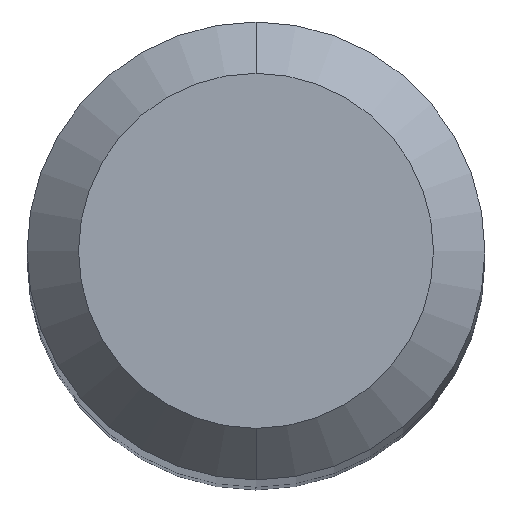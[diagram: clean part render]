
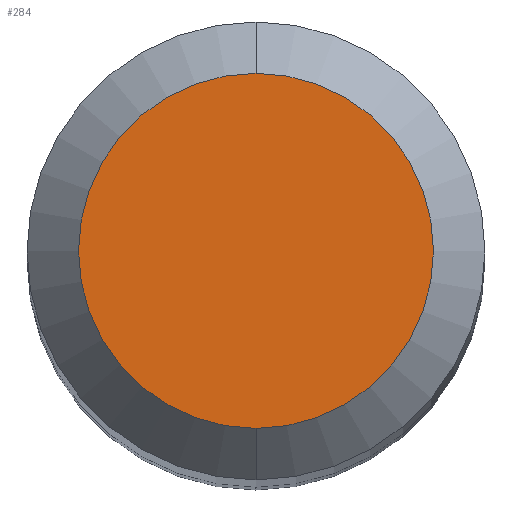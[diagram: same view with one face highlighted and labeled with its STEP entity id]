
A CAD part, top view. The second image highlights one B-rep face of the part: STEP entity #284.
In plain terms, the highlighted planar face has unit normal (0, 0, 1).
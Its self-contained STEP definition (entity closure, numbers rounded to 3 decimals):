
#39 = ORIENTED_EDGE ( 'NONE', *, *, #141, .F. ) ;
#43 = DIRECTION ( 'NONE',  ( 0., 0., -1. ) ) ;
#55 = CARTESIAN_POINT ( 'NONE',  ( 0., 0., 58. ) ) ;
#87 = AXIS2_PLACEMENT_3D ( 'NONE', #336, #218, #96 ) ;
#96 = DIRECTION ( 'NONE',  ( 0., 1., 0. ) ) ;
#99 = CIRCLE ( 'NONE', #264, 1.725 ) ;
#102 = EDGE_LOOP ( 'NONE', ( #214, #39 ) ) ;
#121 = VERTEX_POINT ( 'NONE', #202 ) ;
#141 = EDGE_CURVE ( 'NONE', #121, #312, #215, .T. ) ;
#148 = DIRECTION ( 'NONE',  ( 0., 1., 0. ) ) ;
#202 = CARTESIAN_POINT ( 'NONE',  ( 0., -1.725, 58. ) ) ;
#214 = ORIENTED_EDGE ( 'NONE', *, *, #333, .F. ) ;
#215 = CIRCLE ( 'NONE', #231, 1.725 ) ;
#218 = DIRECTION ( 'NONE',  ( 0., 0., -1. ) ) ;
#231 = AXIS2_PLACEMENT_3D ( 'NONE', #55, #277, #295 ) ;
#264 = AXIS2_PLACEMENT_3D ( 'NONE', #265, #43, #148 ) ;
#265 = CARTESIAN_POINT ( 'NONE',  ( 0., 0., 58. ) ) ;
#277 = DIRECTION ( 'NONE',  ( 0., 0., -1. ) ) ;
#283 = PLANE ( 'NONE',  #87 ) ;
#284 = ADVANCED_FACE ( 'NONE', ( #323 ), #283, .F. ) ;
#290 = CARTESIAN_POINT ( 'NONE',  ( 0., 1.725, 58. ) ) ;
#295 = DIRECTION ( 'NONE',  ( 0., 1., 0. ) ) ;
#312 = VERTEX_POINT ( 'NONE', #290 ) ;
#323 = FACE_OUTER_BOUND ( 'NONE', #102, .T. ) ;
#333 = EDGE_CURVE ( 'NONE', #312, #121, #99, .T. ) ;
#336 = CARTESIAN_POINT ( 'NONE',  ( 0., 0., 58. ) ) ;
